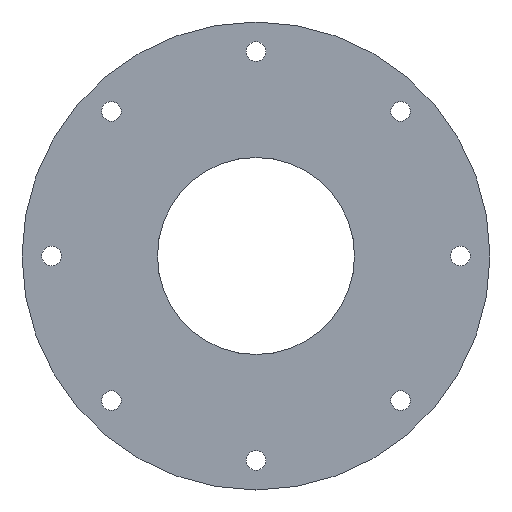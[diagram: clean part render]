
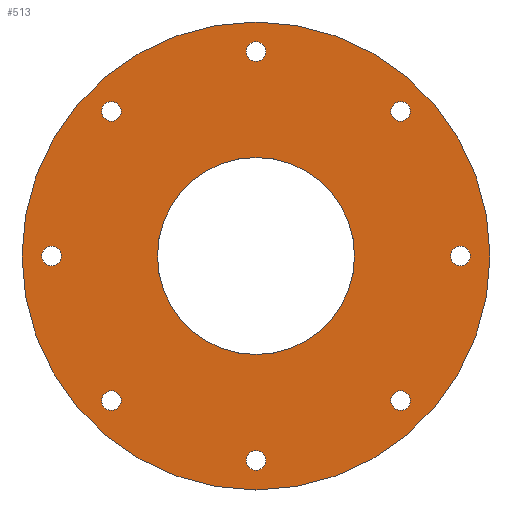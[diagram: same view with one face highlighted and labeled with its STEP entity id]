
A CAD part, front view. The second image highlights one B-rep face of the part: STEP entity #513.
In plain terms, the highlighted planar face has unit normal (0, -1, 0).
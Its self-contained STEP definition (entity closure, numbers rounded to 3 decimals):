
#21=PLANE('',#572);
#44=FACE_BOUND('',#141,.T.);
#45=FACE_BOUND('',#142,.T.);
#46=FACE_BOUND('',#143,.T.);
#47=FACE_BOUND('',#144,.T.);
#48=FACE_BOUND('',#145,.T.);
#49=FACE_BOUND('',#146,.T.);
#50=FACE_BOUND('',#147,.T.);
#51=FACE_BOUND('',#148,.T.);
#52=FACE_BOUND('',#149,.T.);
#57=CIRCLE('',#544,2.);
#59=CIRCLE('',#547,2.);
#60=CIRCLE('',#549,20.);
#62=CIRCLE('',#552,2.);
#64=CIRCLE('',#555,2.);
#66=CIRCLE('',#558,2.);
#68=CIRCLE('',#561,2.);
#70=CIRCLE('',#564,2.);
#72=CIRCLE('',#567,2.);
#74=CIRCLE('',#570,47.5);
#96=FACE_OUTER_BOUND('',#140,.T.);
#140=EDGE_LOOP('',(#463));
#141=EDGE_LOOP('',(#464));
#142=EDGE_LOOP('',(#465));
#143=EDGE_LOOP('',(#466));
#144=EDGE_LOOP('',(#467));
#145=EDGE_LOOP('',(#468));
#146=EDGE_LOOP('',(#469));
#147=EDGE_LOOP('',(#470));
#148=EDGE_LOOP('',(#471));
#149=EDGE_LOOP('',(#472));
#248=VERTEX_POINT('',#1323);
#250=VERTEX_POINT('',#1329);
#251=VERTEX_POINT('',#1335);
#253=VERTEX_POINT('',#1341);
#255=VERTEX_POINT('',#1347);
#257=VERTEX_POINT('',#1353);
#259=VERTEX_POINT('',#1359);
#261=VERTEX_POINT('',#1365);
#263=VERTEX_POINT('',#1371);
#265=VERTEX_POINT('',#1377);
#306=EDGE_CURVE('',#248,#248,#57,.F.);
#309=EDGE_CURVE('',#250,#250,#59,.F.);
#313=EDGE_CURVE('',#251,#251,#60,.T.);
#316=EDGE_CURVE('',#253,#253,#62,.F.);
#319=EDGE_CURVE('',#255,#255,#64,.F.);
#322=EDGE_CURVE('',#257,#257,#66,.F.);
#325=EDGE_CURVE('',#259,#259,#68,.F.);
#328=EDGE_CURVE('',#261,#261,#70,.F.);
#331=EDGE_CURVE('',#263,#263,#72,.F.);
#334=EDGE_CURVE('',#265,#265,#74,.F.);
#463=ORIENTED_EDGE('',*,*,#334,.F.);
#464=ORIENTED_EDGE('',*,*,#331,.F.);
#465=ORIENTED_EDGE('',*,*,#328,.F.);
#466=ORIENTED_EDGE('',*,*,#325,.F.);
#467=ORIENTED_EDGE('',*,*,#322,.F.);
#468=ORIENTED_EDGE('',*,*,#319,.F.);
#469=ORIENTED_EDGE('',*,*,#316,.F.);
#470=ORIENTED_EDGE('',*,*,#313,.F.);
#471=ORIENTED_EDGE('',*,*,#309,.F.);
#472=ORIENTED_EDGE('',*,*,#306,.F.);
#513=ADVANCED_FACE('',(#96,#44,#45,#46,#47,#48,#49,#50,#51,#52),#21,.F.);
#544=AXIS2_PLACEMENT_3D('',#1325,#620,#621);
#547=AXIS2_PLACEMENT_3D('',#1331,#627,#628);
#549=AXIS2_PLACEMENT_3D('',#1337,#634,#635);
#552=AXIS2_PLACEMENT_3D('',#1343,#641,#642);
#555=AXIS2_PLACEMENT_3D('',#1349,#648,#649);
#558=AXIS2_PLACEMENT_3D('',#1355,#655,#656);
#561=AXIS2_PLACEMENT_3D('',#1361,#662,#663);
#564=AXIS2_PLACEMENT_3D('',#1367,#669,#670);
#567=AXIS2_PLACEMENT_3D('',#1373,#676,#677);
#570=AXIS2_PLACEMENT_3D('',#1379,#683,#684);
#572=AXIS2_PLACEMENT_3D('',#1381,#687,#688);
#620=DIRECTION('center_axis',(0.,1.,0.));
#621=DIRECTION('ref_axis',(-1.,0.,0.));
#627=DIRECTION('center_axis',(0.,1.,0.));
#628=DIRECTION('ref_axis',(-1.,0.,0.));
#634=DIRECTION('center_axis',(0.,-1.,0.));
#635=DIRECTION('ref_axis',(-1.,0.,0.));
#641=DIRECTION('center_axis',(0.,1.,0.));
#642=DIRECTION('ref_axis',(-1.,0.,0.));
#648=DIRECTION('center_axis',(0.,1.,0.));
#649=DIRECTION('ref_axis',(-1.,0.,0.));
#655=DIRECTION('center_axis',(0.,1.,0.));
#656=DIRECTION('ref_axis',(-1.,0.,0.));
#662=DIRECTION('center_axis',(0.,1.,0.));
#663=DIRECTION('ref_axis',(-1.,0.,0.));
#669=DIRECTION('center_axis',(0.,1.,0.));
#670=DIRECTION('ref_axis',(-1.,0.,0.));
#676=DIRECTION('center_axis',(0.,1.,0.));
#677=DIRECTION('ref_axis',(-1.,0.,0.));
#683=DIRECTION('center_axis',(0.,-1.,0.));
#684=DIRECTION('ref_axis',(-1.,0.,0.));
#687=DIRECTION('center_axis',(0.,1.,0.));
#688=DIRECTION('ref_axis',(-1.,0.,0.));
#1323=CARTESIAN_POINT('',(12.655,385.5,10.655));
#1325=CARTESIAN_POINT('Origin',(10.655,385.5,10.655));
#1329=CARTESIAN_POINT('',(71.345,385.5,10.655));
#1331=CARTESIAN_POINT('Origin',(69.345,385.5,10.655));
#1335=CARTESIAN_POINT('',(60.,385.5,40.));
#1337=CARTESIAN_POINT('Origin',(40.,385.5,40.));
#1341=CARTESIAN_POINT('',(12.655,385.5,69.345));
#1343=CARTESIAN_POINT('Origin',(10.655,385.5,69.345));
#1347=CARTESIAN_POINT('',(42.,385.5,-1.5));
#1349=CARTESIAN_POINT('Origin',(40.,385.5,-1.5));
#1353=CARTESIAN_POINT('',(83.5,385.5,40.));
#1355=CARTESIAN_POINT('Origin',(81.5,385.5,40.));
#1359=CARTESIAN_POINT('',(0.5,385.5,40.));
#1361=CARTESIAN_POINT('Origin',(-1.5,385.5,40.));
#1365=CARTESIAN_POINT('',(42.,385.5,81.5));
#1367=CARTESIAN_POINT('Origin',(40.,385.5,81.5));
#1371=CARTESIAN_POINT('',(71.345,385.5,69.345));
#1373=CARTESIAN_POINT('Origin',(69.345,385.5,69.345));
#1377=CARTESIAN_POINT('',(87.5,385.5,40.));
#1379=CARTESIAN_POINT('Origin',(40.,385.5,40.));
#1381=CARTESIAN_POINT('Origin',(40.,385.5,40.));
